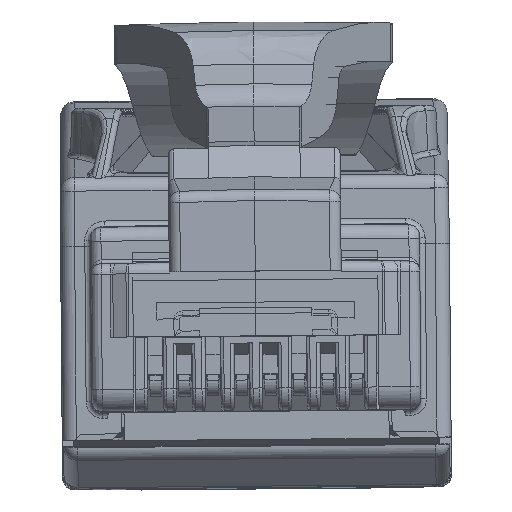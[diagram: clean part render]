
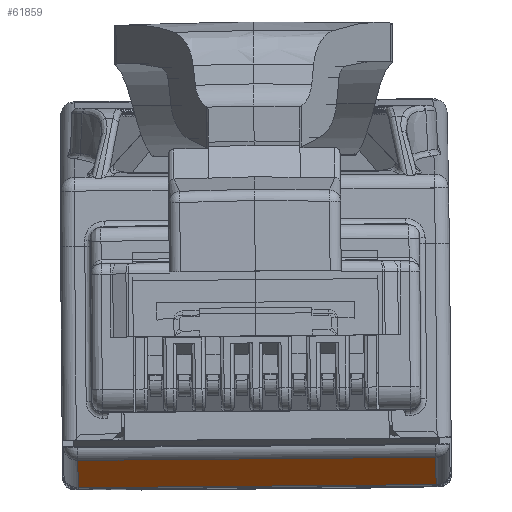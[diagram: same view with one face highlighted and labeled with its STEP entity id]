
A CAD part, top view. The second image highlights one B-rep face of the part: STEP entity #61859.
In plain terms, the highlighted planar face has unit normal (0.008, -0.902, 0.432).
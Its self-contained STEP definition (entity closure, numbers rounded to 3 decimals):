
#61851=AXIS2_PLACEMENT_3D('Plane Axis2P3D',#61848,#61849,#61850) ;
#58346=CARTESIAN_POINT('Vertex',(0.616,1.014,148.241)) ;
#58353=CARTESIAN_POINT('Vertex',(0.625,0.05,146.227)) ;
#58356=CARTESIAN_POINT('Line Origine',(0.715,-10.357,124.508)) ;
#58395=CARTESIAN_POINT('Vertex',(13.316,1.125,148.241)) ;
#58398=CARTESIAN_POINT('Line Origine',(-17.742,0.854,148.241)) ;
#58431=CARTESIAN_POINT('Line Origine',(13.233,10.578,167.969)) ;
#58435=CARTESIAN_POINT('Vertex',(13.324,0.16,146.227)) ;
#58472=CARTESIAN_POINT('Line Origine',(31.683,0.321,146.227)) ;
#61848=CARTESIAN_POINT('Axis2P3D Location',(6.97,0.631,147.325)) ;
#58357=DIRECTION('Vector Direction',(-0.004,0.432,0.902)) ;
#58399=DIRECTION('Vector Direction',(1.,0.009,0.)) ;
#58432=DIRECTION('Vector Direction',(0.004,-0.432,-0.902)) ;
#58473=DIRECTION('Vector Direction',(-1.,-0.009,0.)) ;
#61849=DIRECTION('Axis2P3D Direction',(0.008,-0.902,0.432)) ;
#61850=DIRECTION('Axis2P3D XDirection',(0.004,-0.432,-0.902)) ;
#58358=VECTOR('Line Direction',#58357,1.) ;
#58400=VECTOR('Line Direction',#58399,1.) ;
#58433=VECTOR('Line Direction',#58432,1.) ;
#58474=VECTOR('Line Direction',#58473,1.) ;
#61854=ORIENTED_EDGE('',*,*,#58437,.F.) ;
#61855=ORIENTED_EDGE('',*,*,#58402,.F.) ;
#61856=ORIENTED_EDGE('',*,*,#58360,.F.) ;
#61857=ORIENTED_EDGE('',*,*,#58476,.F.) ;
#61859=ADVANCED_FACE('Hauptk\X2\00F6\X0\rper',(#61858),#61852,.T.) ;
#58360=EDGE_CURVE('',#58354,#58347,#58359,.T.) ;
#58402=EDGE_CURVE('',#58347,#58396,#58401,.T.) ;
#58437=EDGE_CURVE('',#58396,#58436,#58434,.T.) ;
#58476=EDGE_CURVE('',#58436,#58354,#58475,.T.) ;
#61853=EDGE_LOOP('',(#61854,#61855,#61856,#61857)) ;
#61858=FACE_OUTER_BOUND('',#61853,.T.) ;
#58359=LINE('Line',#58356,#58358) ;
#58401=LINE('Line',#58398,#58400) ;
#58434=LINE('Line',#58431,#58433) ;
#58475=LINE('Line',#58472,#58474) ;
#61852=PLANE('',#61851) ;
#58347=VERTEX_POINT('',#58346) ;
#58354=VERTEX_POINT('',#58353) ;
#58396=VERTEX_POINT('',#58395) ;
#58436=VERTEX_POINT('',#58435) ;
